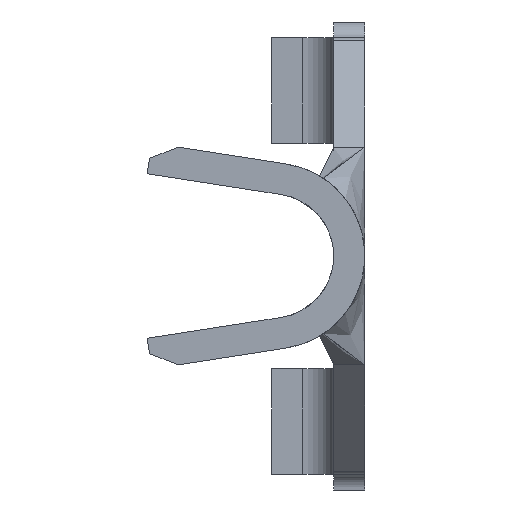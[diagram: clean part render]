
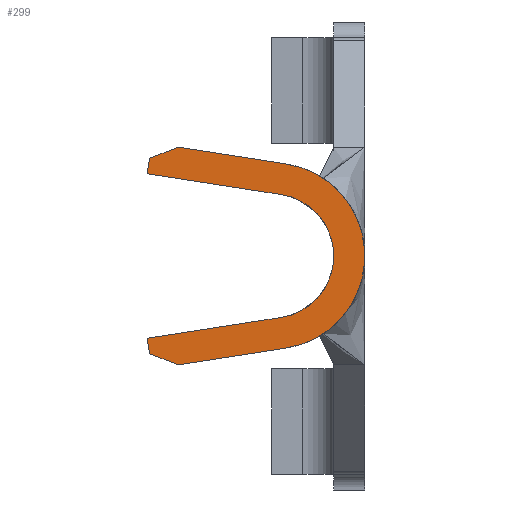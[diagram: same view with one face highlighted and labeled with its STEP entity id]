
A CAD part, left-side view. The second image highlights one B-rep face of the part: STEP entity #299.
In plain terms, the highlighted planar face has unit normal (-1, 0, 0).
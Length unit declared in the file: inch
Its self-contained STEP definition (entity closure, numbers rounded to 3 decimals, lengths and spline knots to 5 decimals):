
#2 = CARTESIAN_POINT ( 'NONE',  ( -0.327, 0.13847, -0.06277 ) ) ;
#76 = DIRECTION ( 'NONE',  ( 0., 0., -1. ) ) ;
#106 = CARTESIAN_POINT ( 'NONE',  ( -0.327, 0.05387, 0.03953 ) ) ;
#113 = CARTESIAN_POINT ( 'NONE',  ( -0.327, 0.0508, 0.05929 ) ) ;
#150 = ORIENTED_EDGE ( 'NONE', *, *, #166, .F. ) ;
#163 = VERTEX_POINT ( 'NONE', #1265 ) ;
#166 = EDGE_CURVE ( 'NONE', #286, #3753, #2499, .T. ) ;
#187 = DIRECTION ( 'NONE',  ( 0., 0.988, 0.153 ) ) ;
#199 = EDGE_CURVE ( 'NONE', #3273, #806, #2214, .T. ) ;
#225 = CARTESIAN_POINT ( 'NONE',  ( -0.327, 0.06, 0. ) ) ;
#271 = LINE ( 'NONE', #1514, #2904 ) ;
#272 = VERTEX_POINT ( 'NONE', #106 ) ;
#279 = DIRECTION ( 'NONE',  ( 0., -0.988, 0.153 ) ) ;
#285 = DIRECTION ( 'NONE',  ( 0., -0.932, 0.361 ) ) ;
#286 = VERTEX_POINT ( 'NONE', #3204 ) ;
#299 = ADVANCED_FACE ( 'NONE', ( #3825 ), #1065, .F. ) ;
#435 = EDGE_CURVE ( 'NONE', #806, #1672, #2260, .T. ) ;
#489 = EDGE_CURVE ( 'NONE', #3663, #1931, #271, .T. ) ;
#510 = AXIS2_PLACEMENT_3D ( 'NONE', #225, #1469, #2696 ) ;
#568 = LINE ( 'NONE', #1806, #2656 ) ;
#648 = VECTOR ( 'NONE', #673, 39.37008 ) ;
#673 = DIRECTION ( 'NONE',  ( 0., -0.988, -0.153 ) ) ;
#736 = EDGE_CURVE ( 'NONE', #163, #272, #3617, .T. ) ;
#757 = DIRECTION ( 'NONE',  ( 0., 0., -1. ) ) ;
#806 = VERTEX_POINT ( 'NONE', #113 ) ;
#827 = ORIENTED_EDGE ( 'NONE', *, *, #1863, .F. ) ;
#888 = LINE ( 'NONE', #3053, #2473 ) ;
#954 = ORIENTED_EDGE ( 'NONE', *, *, #1064, .F. ) ;
#956 = DIRECTION ( 'NONE',  ( 0., -0.153, 0.988 ) ) ;
#1052 = LINE ( 'NONE', #2281, #1947 ) ;
#1064 = EDGE_CURVE ( 'NONE', #3763, #163, #888, .T. ) ;
#1065 = PLANE ( 'NONE',  #3929 ) ;
#1143 = ORIENTED_EDGE ( 'NONE', *, *, #1888, .F. ) ;
#1172 = CARTESIAN_POINT ( 'NONE',  ( -0.327, 0.13847, 0.06277 ) ) ;
#1265 = CARTESIAN_POINT ( 'NONE',  ( -0.327, 0.05387, -0.03953 ) ) ;
#1378 = ORIENTED_EDGE ( 'NONE', *, *, #736, .F. ) ;
#1469 = DIRECTION ( 'NONE',  ( 1., 0., 0. ) ) ;
#1497 = VECTOR ( 'NONE', #187, 39.37008 ) ;
#1514 = CARTESIAN_POINT ( 'NONE',  ( -0.327, 0.13847, -0.06277 ) ) ;
#1576 = ORIENTED_EDGE ( 'NONE', *, *, #489, .F. ) ;
#1616 = CARTESIAN_POINT ( 'NONE',  ( -0.327, 0.06, 0. ) ) ;
#1672 = VERTEX_POINT ( 'NONE', #2614 ) ;
#1732 = LINE ( 'NONE', #2959, #1497 ) ;
#1782 = ORIENTED_EDGE ( 'NONE', *, *, #199, .F. ) ;
#1797 = CARTESIAN_POINT ( 'NONE',  ( -0.327, 0.14, -0.05289 ) ) ;
#1806 = CARTESIAN_POINT ( 'NONE',  ( -0.327, 0.0508, -0.05929 ) ) ;
#1833 = LINE ( 'NONE', #3060, #2905 ) ;
#1863 = EDGE_CURVE ( 'NONE', #1672, #3663, #568, .T. ) ;
#1883 = AXIS2_PLACEMENT_3D ( 'NONE', #1616, #2843, #76 ) ;
#1887 = VECTOR ( 'NONE', #956, 39.37008 ) ;
#1888 = EDGE_CURVE ( 'NONE', #3753, #3273, #1833, .T. ) ;
#1931 = VERTEX_POINT ( 'NONE', #2 ) ;
#1947 = VECTOR ( 'NONE', #3514, 39.37008 ) ;
#2214 = LINE ( 'NONE', #3446, #648 ) ;
#2260 = CIRCLE ( 'NONE', #510, 0.06 ) ;
#2281 = CARTESIAN_POINT ( 'NONE',  ( -0.327, 0.14, -0.05289 ) ) ;
#2293 = CARTESIAN_POINT ( 'NONE',  ( -0.327, 0.06, 0. ) ) ;
#2336 = CARTESIAN_POINT ( 'NONE',  ( -0.327, 0.11982, -0.07 ) ) ;
#2436 = ORIENTED_EDGE ( 'NONE', *, *, #435, .F. ) ;
#2473 = VECTOR ( 'NONE', #279, 39.37008 ) ;
#2499 = LINE ( 'NONE', #3722, #1887 ) ;
#2614 = CARTESIAN_POINT ( 'NONE',  ( -0.327, 0.0508, -0.05929 ) ) ;
#2633 = ORIENTED_EDGE ( 'NONE', *, *, #3575, .F. ) ;
#2646 = EDGE_LOOP ( 'NONE', ( #2436, #1782, #1143, #150, #3495, #1378, #954, #2633, #1576, #827 ) ) ;
#2656 = VECTOR ( 'NONE', #3040, 39.37008 ) ;
#2696 = DIRECTION ( 'NONE',  ( 0., 0., -1. ) ) ;
#2739 = DIRECTION ( 'NONE',  ( 0., 0.932, 0.361 ) ) ;
#2843 = DIRECTION ( 'NONE',  ( -1., 0., 0. ) ) ;
#2904 = VECTOR ( 'NONE', #2739, 39.37008 ) ;
#2905 = VECTOR ( 'NONE', #285, 39.37008 ) ;
#2959 = CARTESIAN_POINT ( 'NONE',  ( -0.327, 0.05387, 0.03953 ) ) ;
#3040 = DIRECTION ( 'NONE',  ( 0., 0.988, -0.153 ) ) ;
#3053 = CARTESIAN_POINT ( 'NONE',  ( -0.327, 0.05387, -0.03953 ) ) ;
#3060 = CARTESIAN_POINT ( 'NONE',  ( -0.327, 0.13847, 0.06277 ) ) ;
#3170 = CARTESIAN_POINT ( 'NONE',  ( -0.327, 0.11982, 0.07 ) ) ;
#3204 = CARTESIAN_POINT ( 'NONE',  ( -0.327, 0.14, 0.05289 ) ) ;
#3273 = VERTEX_POINT ( 'NONE', #3170 ) ;
#3388 = EDGE_CURVE ( 'NONE', #272, #286, #1732, .T. ) ;
#3446 = CARTESIAN_POINT ( 'NONE',  ( -0.327, 0.0508, 0.05929 ) ) ;
#3495 = ORIENTED_EDGE ( 'NONE', *, *, #3388, .F. ) ;
#3514 = DIRECTION ( 'NONE',  ( 0., 0.153, 0.988 ) ) ;
#3524 = DIRECTION ( 'NONE',  ( 1., 0., 0. ) ) ;
#3575 = EDGE_CURVE ( 'NONE', #1931, #3763, #1052, .T. ) ;
#3617 = CIRCLE ( 'NONE', #1883, 0.04 ) ;
#3663 = VERTEX_POINT ( 'NONE', #2336 ) ;
#3722 = CARTESIAN_POINT ( 'NONE',  ( -0.327, 0.14, 0.05289 ) ) ;
#3753 = VERTEX_POINT ( 'NONE', #1172 ) ;
#3763 = VERTEX_POINT ( 'NONE', #1797 ) ;
#3825 = FACE_OUTER_BOUND ( 'NONE', #2646, .T. ) ;
#3929 = AXIS2_PLACEMENT_3D ( 'NONE', #2293, #3524, #757 ) ;
